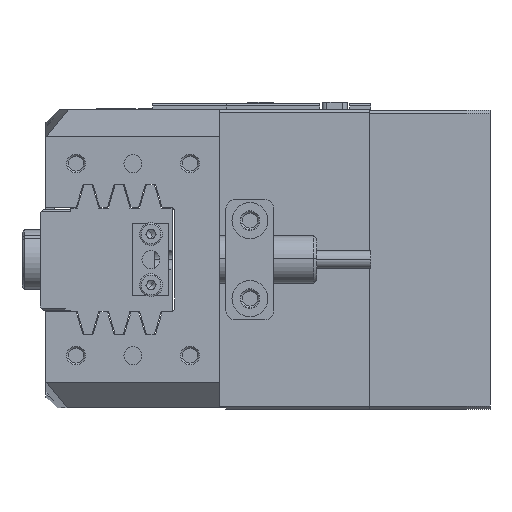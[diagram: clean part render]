
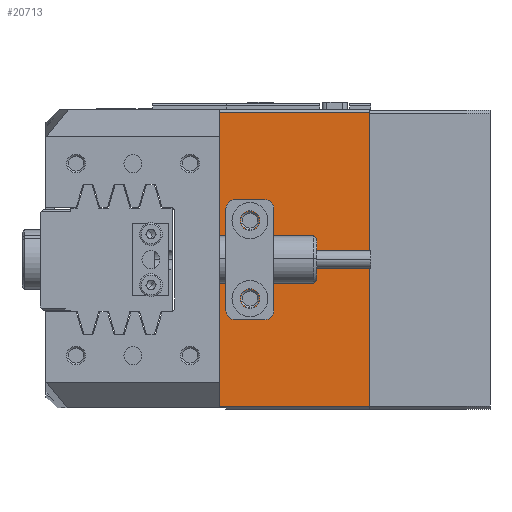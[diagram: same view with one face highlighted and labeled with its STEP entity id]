
A CAD part, left-side view. The second image highlights one B-rep face of the part: STEP entity #20713.
In plain terms, the highlighted planar face has unit normal (-1, 0, 0).
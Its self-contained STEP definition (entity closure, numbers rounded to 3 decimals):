
#975 = DIRECTION ( 'NONE',  ( 0., 1., 0. ) ) ;
#1666 = VERTEX_POINT ( 'NONE', #5335 ) ;
#1936 = CARTESIAN_POINT ( 'NONE',  ( -40.5, -32.5, -24.5 ) ) ;
#1958 = DIRECTION ( 'NONE',  ( 0., 0., -1. ) ) ;
#2168 = ORIENTED_EDGE ( 'NONE', *, *, #4330, .T. ) ;
#2318 = FACE_BOUND ( 'NONE', #36281, .T. ) ;
#2443 = CARTESIAN_POINT ( 'NONE',  ( -40.5, -12.5, -6.5 ) ) ;
#2449 = CARTESIAN_POINT ( 'NONE',  ( -40.5, -7.5, -24.5 ) ) ;
#3712 = ORIENTED_EDGE ( 'NONE', *, *, #5602, .T. ) ;
#3846 = CARTESIAN_POINT ( 'NONE',  ( -40.5, -12.5, -4.95 ) ) ;
#4330 = EDGE_CURVE ( 'NONE', #26700, #19492, #12522, .T. ) ;
#5335 = CARTESIAN_POINT ( 'NONE',  ( -40.5, -7.5, 24.5 ) ) ;
#5602 = EDGE_CURVE ( 'NONE', #19492, #26700, #40467, .T. ) ;
#6667 = VERTEX_POINT ( 'NONE', #8335 ) ;
#7731 = EDGE_CURVE ( 'NONE', #25900, #6667, #27843, .T. ) ;
#7866 = CARTESIAN_POINT ( 'NONE',  ( -40.5, -32.5, 24.5 ) ) ;
#8335 = CARTESIAN_POINT ( 'NONE',  ( -40.5, -12.5, 4.95 ) ) ;
#8427 = LINE ( 'NONE', #21018, #14200 ) ;
#8977 = DIRECTION ( 'NONE',  ( 0., 0., -1. ) ) ;
#9647 = AXIS2_PLACEMENT_3D ( 'NONE', #27876, #30940, #21048 ) ;
#9910 = CARTESIAN_POINT ( 'NONE',  ( -40.5, -12.5, 8.05 ) ) ;
#10898 = EDGE_CURVE ( 'NONE', #6667, #25900, #42773, .T. ) ;
#12078 = CARTESIAN_POINT ( 'NONE',  ( -40.5, -32.5, -24.5 ) ) ;
#12522 = CIRCLE ( 'NONE', #25590, 1.55 ) ;
#13499 = ORIENTED_EDGE ( 'NONE', *, *, #7731, .T. ) ;
#14200 = VECTOR ( 'NONE', #37589, 1000. ) ;
#14655 = ORIENTED_EDGE ( 'NONE', *, *, #10898, .T. ) ;
#14998 = DIRECTION ( 'NONE',  ( 1., 0., 0. ) ) ;
#15011 = CARTESIAN_POINT ( 'NONE',  ( -40.5, -32.5, 25. ) ) ;
#16569 = AXIS2_PLACEMENT_3D ( 'NONE', #38973, #14998, #8977 ) ;
#16980 = LINE ( 'NONE', #7866, #28374 ) ;
#17494 = ORIENTED_EDGE ( 'NONE', *, *, #28661, .T. ) ;
#17518 = ORIENTED_EDGE ( 'NONE', *, *, #30088, .T. ) ;
#18840 = AXIS2_PLACEMENT_3D ( 'NONE', #15011, #24698, #38250 ) ;
#19414 = CARTESIAN_POINT ( 'NONE',  ( -40.5, -12.5, -8.05 ) ) ;
#19492 = VERTEX_POINT ( 'NONE', #19414 ) ;
#20713 = ADVANCED_FACE ( 'NONE', ( #21126, #2318, #40779 ), #28336, .F. ) ;
#20855 = VERTEX_POINT ( 'NONE', #12078 ) ;
#21018 = CARTESIAN_POINT ( 'NONE',  ( -40.5, -7.5, 25. ) ) ;
#21048 = DIRECTION ( 'NONE',  ( 0., 0., -1. ) ) ;
#21126 = FACE_BOUND ( 'NONE', #34036, .T. ) ;
#21993 = VERTEX_POINT ( 'NONE', #2449 ) ;
#22012 = DIRECTION ( 'NONE',  ( 0., 0., -1. ) ) ;
#22118 = CARTESIAN_POINT ( 'NONE',  ( -40.5, -12.5, -6.5 ) ) ;
#23104 = EDGE_CURVE ( 'NONE', #21993, #20855, #38091, .T. ) ;
#24698 = DIRECTION ( 'NONE',  ( 1., 0., 0. ) ) ;
#25583 = DIRECTION ( 'NONE',  ( 0., 0., -1. ) ) ;
#25590 = AXIS2_PLACEMENT_3D ( 'NONE', #22118, #34766, #1958 ) ;
#25900 = VERTEX_POINT ( 'NONE', #9910 ) ;
#26700 = VERTEX_POINT ( 'NONE', #3846 ) ;
#27569 = AXIS2_PLACEMENT_3D ( 'NONE', #2443, #29110, #25583 ) ;
#27843 = CIRCLE ( 'NONE', #16569, 1.55 ) ;
#27876 = CARTESIAN_POINT ( 'NONE',  ( -40.5, -12.5, 6.5 ) ) ;
#28336 = PLANE ( 'NONE',  #18840 ) ;
#28374 = VECTOR ( 'NONE', #975, 1000. ) ;
#28661 = EDGE_CURVE ( 'NONE', #35735, #1666, #16980, .T. ) ;
#28696 = ORIENTED_EDGE ( 'NONE', *, *, #23104, .T. ) ;
#29110 = DIRECTION ( 'NONE',  ( 1., 0., 0. ) ) ;
#29767 = VECTOR ( 'NONE', #37596, 1000. ) ;
#30088 = EDGE_CURVE ( 'NONE', #1666, #21993, #8427, .T. ) ;
#30940 = DIRECTION ( 'NONE',  ( 1., 0., 0. ) ) ;
#33255 = ORIENTED_EDGE ( 'NONE', *, *, #33381, .F. ) ;
#33381 = EDGE_CURVE ( 'NONE', #35735, #20855, #39871, .T. ) ;
#33655 = VECTOR ( 'NONE', #22012, 1000. ) ;
#34036 = EDGE_LOOP ( 'NONE', ( #13499, #14655 ) ) ;
#34766 = DIRECTION ( 'NONE',  ( 1., 0., 0. ) ) ;
#35735 = VERTEX_POINT ( 'NONE', #42018 ) ;
#36087 = EDGE_LOOP ( 'NONE', ( #17518, #28696, #33255, #17494 ) ) ;
#36281 = EDGE_LOOP ( 'NONE', ( #2168, #3712 ) ) ;
#37589 = DIRECTION ( 'NONE',  ( 0., 0., -1. ) ) ;
#37596 = DIRECTION ( 'NONE',  ( 0., -1., 0. ) ) ;
#38091 = LINE ( 'NONE', #1936, #29767 ) ;
#38250 = DIRECTION ( 'NONE',  ( 0., 0., -1. ) ) ;
#38897 = CARTESIAN_POINT ( 'NONE',  ( -40.5, -32.5, 25. ) ) ;
#38973 = CARTESIAN_POINT ( 'NONE',  ( -40.5, -12.5, 6.5 ) ) ;
#39871 = LINE ( 'NONE', #38897, #33655 ) ;
#40467 = CIRCLE ( 'NONE', #27569, 1.55 ) ;
#40779 = FACE_OUTER_BOUND ( 'NONE', #36087, .T. ) ;
#42018 = CARTESIAN_POINT ( 'NONE',  ( -40.5, -32.5, 24.5 ) ) ;
#42773 = CIRCLE ( 'NONE', #9647, 1.55 ) ;
